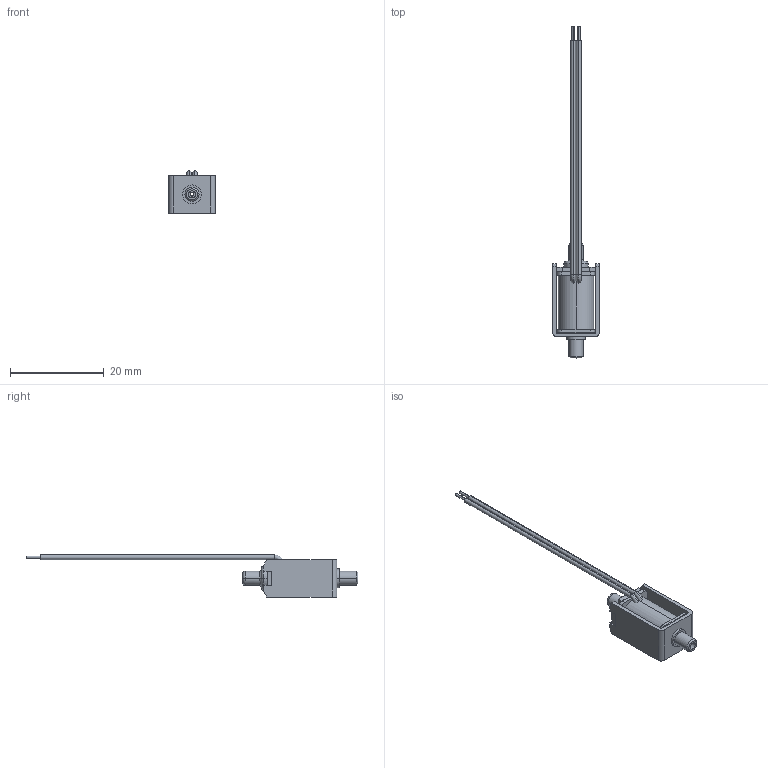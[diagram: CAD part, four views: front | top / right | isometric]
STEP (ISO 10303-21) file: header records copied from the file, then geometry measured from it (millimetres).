
FILE_DESCRIPTION((''),'2;1');
FILE_NAME('KSV2WM-5A_ASM','2018-03-23T',('shensg'),(''),'CREO PARAMETRIC BY PTC INC, 2015200','CREO PARAMETRIC BY PTC INC, 2015200','');
FILE_SCHEMA(('CONFIG_CONTROL_DESIGN'));
Length unit declared in the file: millimetre
Products named in the file (14): MSBR-8_1_1_1; MSBR-7_1_1_1; MSBR-6_1_1_1; MSBR-5_1_1_1; MSBR-4_1_1_1; MSBR-3_1_1_1; MSBR-2_1_1_1; KSV2WM-5A_ASM_1_ASM_1_ASM_1_ASM; KSV2WM-5A_ASM_1_ASM_1_ASM; 030500020709_27_1; 030500020709_27_2; 030500020709_27_ASM; KSV2WM-5A_ASM_1_ASM; KSV2WM-5A_ASM
Assembly tree (13 placements, depth 5):
  KSV2WM-5A_ASM
    KSV2WM-5A_ASM_1_ASM
      KSV2WM-5A_ASM_1_ASM_1_ASM
        KSV2WM-5A_ASM_1_ASM_1_ASM_1_ASM
          MSBR-8_1_1_1
          MSBR-7_1_1_1
          MSBR-6_1_1_1
          MSBR-5_1_1_1
          MSBR-4_1_1_1
          MSBR-3_1_1_1
          MSBR-2_1_1_1
      030500020709_27_ASM
        030500020709_27_1
        030500020709_27_2
Bounding box: 10 x 70.84 x 9 mm (x, y, z)
Volume: 633.1 mm3; surface area: 2112.1 mm2
Topology: 9 solids, 9 shells, 136 faces, 332 edges, 220 vertices
Faces by surface type: plane 68, cylinder 52, torus 14, cone 2
Entity records: 6521 total; most frequent: DIRECTION 828, CARTESIAN_POINT 727, ORIENTED_EDGE 664, PRESENTATION_STYLE_ASSIGNMENT 406, STYLED_ITEM 406, EDGE_CURVE 332, AXIS2_PLACEMENT_3D 321, CURVE_STYLE 288
